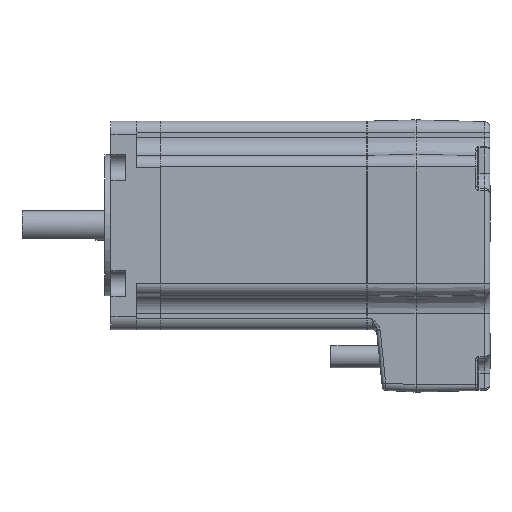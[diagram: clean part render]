
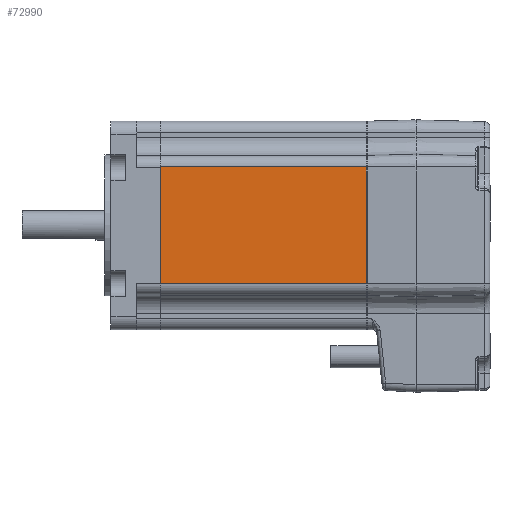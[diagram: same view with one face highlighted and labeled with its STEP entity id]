
A CAD part, left-side view. The second image highlights one B-rep face of the part: STEP entity #72990.
In plain terms, the highlighted face is planar.
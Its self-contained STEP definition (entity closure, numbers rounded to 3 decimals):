
#2788 = DIRECTION ( 'NONE',  ( -1., 0., 0. ) ) ;
#5334 = LINE ( 'NONE', #10073, #44504 ) ;
#9234 = EDGE_LOOP ( 'NONE', ( #60666, #18294, #46996, #30329 ) ) ;
#9608 = CARTESIAN_POINT ( 'NONE',  ( 284.866, 131.418, 56. ) ) ;
#10073 = CARTESIAN_POINT ( 'NONE',  ( 243.966, 131.418, 0. ) ) ;
#10078 = VERTEX_POINT ( 'NONE', #22151 ) ;
#10329 = PLANE ( 'NONE',  #27356 ) ;
#13278 = DIRECTION ( 'NONE',  ( 0., 0., -1. ) ) ;
#18294 = ORIENTED_EDGE ( 'NONE', *, *, #75329, .F. ) ;
#21381 = DIRECTION ( 'NONE',  ( 1., 0., 0. ) ) ;
#22151 = CARTESIAN_POINT ( 'NONE',  ( 253.266, 131.418, 56. ) ) ;
#24654 = CARTESIAN_POINT ( 'NONE',  ( 253.266, 131.418, 0. ) ) ;
#25317 = VERTEX_POINT ( 'NONE', #71022 ) ;
#26106 = VECTOR ( 'NONE', #42195, 1000. ) ;
#26434 = CARTESIAN_POINT ( 'NONE',  ( 253.266, 131.418, 53. ) ) ;
#27356 = AXIS2_PLACEMENT_3D ( 'NONE', #96373, #49616, #2788 ) ;
#30329 = ORIENTED_EDGE ( 'NONE', *, *, #54055, .F. ) ;
#42195 = DIRECTION ( 'NONE',  ( 0., 0., 1. ) ) ;
#44504 = VECTOR ( 'NONE', #72571, 1000. ) ;
#46885 = LINE ( 'NONE', #26434, #26106 ) ;
#46996 = ORIENTED_EDGE ( 'NONE', *, *, #82752, .F. ) ;
#49616 = DIRECTION ( 'NONE',  ( 0., 1., 0. ) ) ;
#51685 = EDGE_CURVE ( 'NONE', #98914, #25317, #59985, .T. ) ;
#52429 = CARTESIAN_POINT ( 'NONE',  ( 253.266, 131.418, 56. ) ) ;
#54055 = EDGE_CURVE ( 'NONE', #25317, #70603, #5334, .T. ) ;
#59367 = CARTESIAN_POINT ( 'NONE',  ( 284.866, 131.418, 53. ) ) ;
#59985 = LINE ( 'NONE', #59367, #99097 ) ;
#60666 = ORIENTED_EDGE ( 'NONE', *, *, #51685, .F. ) ;
#61985 = VECTOR ( 'NONE', #21381, 1000. ) ;
#64413 = LINE ( 'NONE', #52429, #61985 ) ;
#70603 = VERTEX_POINT ( 'NONE', #24654 ) ;
#71022 = CARTESIAN_POINT ( 'NONE',  ( 284.866, 131.418, 0. ) ) ;
#72571 = DIRECTION ( 'NONE',  ( -1., 0., 0. ) ) ;
#72990 = ADVANCED_FACE ( 'NONE', ( #100648 ), #10329, .F. ) ;
#75329 = EDGE_CURVE ( 'NONE', #10078, #98914, #64413, .T. ) ;
#82752 = EDGE_CURVE ( 'NONE', #70603, #10078, #46885, .T. ) ;
#96373 = CARTESIAN_POINT ( 'NONE',  ( 253.266, 131.418, 53. ) ) ;
#98914 = VERTEX_POINT ( 'NONE', #9608 ) ;
#99097 = VECTOR ( 'NONE', #13278, 1000. ) ;
#100648 = FACE_OUTER_BOUND ( 'NONE', #9234, .T. ) ;
